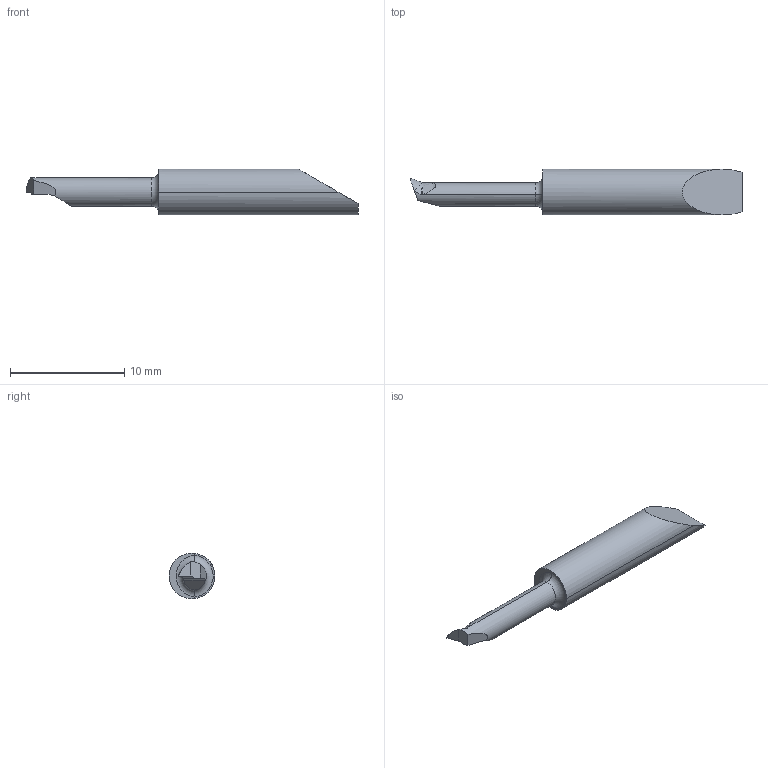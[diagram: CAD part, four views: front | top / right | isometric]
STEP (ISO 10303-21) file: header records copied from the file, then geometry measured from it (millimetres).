
FILE_DESCRIPTION((' '),'2;1');
FILE_NAME( 'CXS-04T098-05-2710R 1125 modifié.stp', '2022-11-18T16:44:40', (' '), ('--- Datakit www.datakit.com---'), ' Datakit CrossCadWare V2022.2 Mar 12 2022', 'Mastercam 2023', ' ');
FILE_SCHEMA(('AUTOMOTIVE_DESIGN { 1 0 10303 214 1 1 1 1 }'));
Length unit declared in the file: millimetre
Products named in the file (1): CXS-04T098-05-2710R 1125 modifié
Bounding box: 29 x 4 x 4 mm (x, y, z)
Volume: 233.6 mm3; surface area: 300.4 mm2
Topology: 2 solids, 2 shells, 31 faces, 73 edges, 47 vertices
Faces by surface type: plane 14, torus 5, cylinder 5, bspline 4, cone 3
Entity records: 1533 total; most frequent: CARTESIAN_POINT 872, ORIENTED_EDGE 146, DIRECTION 108, EDGE_CURVE 73, VERTEX_POINT 47, AXIS2_PLACEMENT_3D 43, EDGE_LOOP 32, FACE_OUTER_BOUND 31
